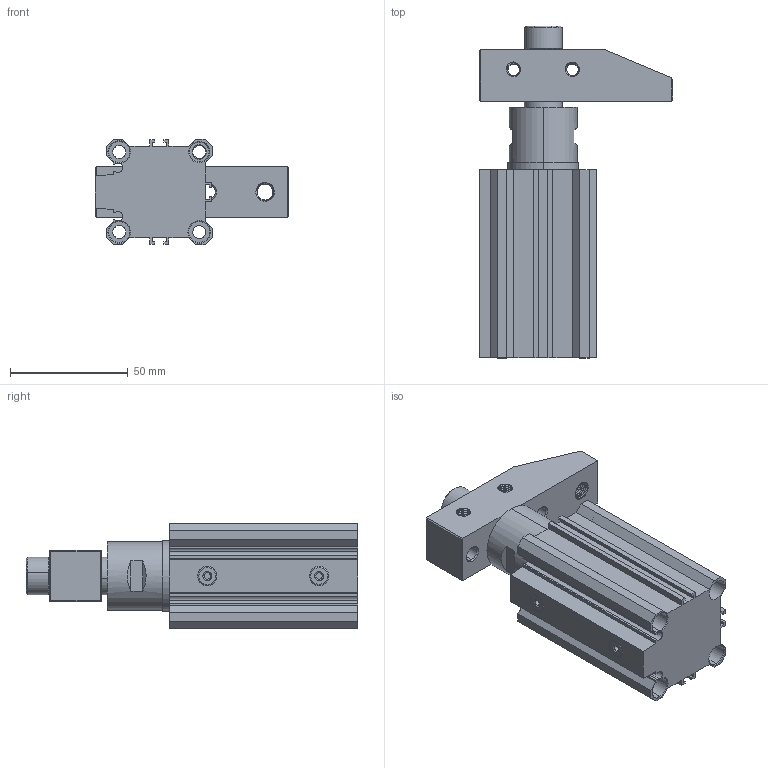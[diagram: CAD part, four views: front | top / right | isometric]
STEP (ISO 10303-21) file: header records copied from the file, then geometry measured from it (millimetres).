
FILE_DESCRIPTION (( 'STEP AP203' ), '1' );
FILE_NAME ('PBS-32感应式转角缸三维图.STEP', '2019-05-04T09:14:39', ( 'User' ), ( 'china' ), 'SwSTEP 2.0', 'SolidWorks 2018', '' );
FILE_SCHEMA (( 'CONFIG_CONTROL_DESIGN' ));
Length unit declared in the file: millimetre
Products named in the file (7): PBS-32感应式转角缸三维图; PBS32掛极; 压臂_默认; du_默认; PBS32活塞杆; PBS32ヶ裔; m10_默认
Assembly tree (7 placements, depth 2):
  PBS-32感应式转角缸三维图
    PBS32掛极
    压臂_默认
    du_默认  x2
    PBS32活塞杆
    PBS32ヶ裔
    m10_默认
Bounding box: 82.05 x 141 x 45 mm (x, y, z)
Volume: 168997.8 mm3; surface area: 67382.8 mm2
Topology: 7 solids, 7 shells, 521 faces, 1349 edges, 856 vertices
Faces by surface type: cylinder 208, cone 156, plane 135, torus 12, bspline 10
Entity records: 23274 total; most frequent: CARTESIAN_POINT 10668, ORIENTED_EDGE 2638, DIRECTION 2368, EDGE_CURVE 1319, AXIS2_PLACEMENT_3D 863, VERTEX_POINT 838, VECTOR 642, LINE 642
